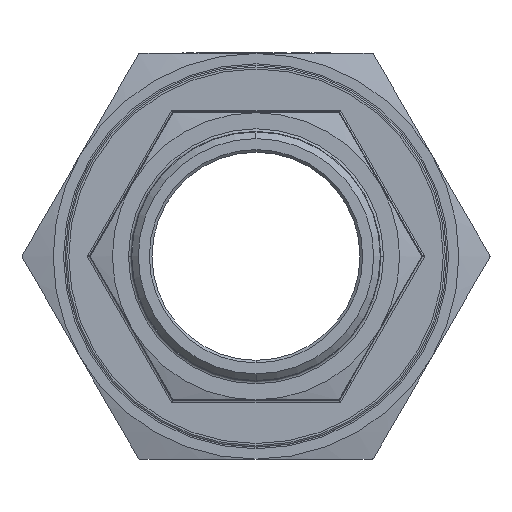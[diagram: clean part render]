
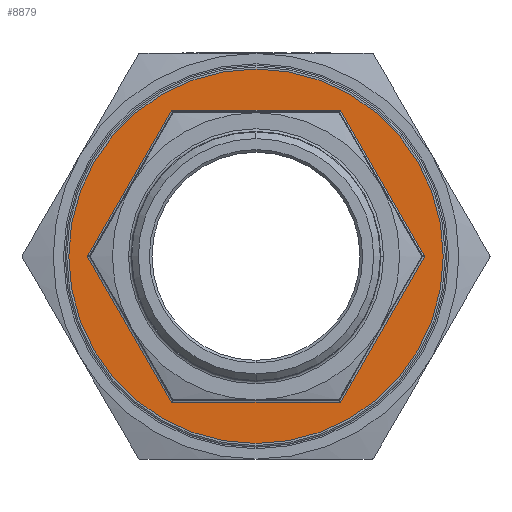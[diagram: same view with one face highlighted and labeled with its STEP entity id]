
A CAD part, left-side view. The second image highlights one B-rep face of the part: STEP entity #8879.
In plain terms, the highlighted planar face has unit normal (-1, 0, 0).
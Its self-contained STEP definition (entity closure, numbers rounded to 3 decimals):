
#647 = AXIS2_PLACEMENT_3D ( 'NONE', #6107, #7285, #677 ) ;
#677 = DIRECTION ( 'NONE',  ( 0., 0., 1. ) ) ;
#1065 = CARTESIAN_POINT ( 'NONE',  ( -12.25, 0., 36. ) ) ;
#1066 = CARTESIAN_POINT ( 'NONE',  ( -12.25, 28.319, -7.15 ) ) ;
#1193 = CARTESIAN_POINT ( 'NONE',  ( -12.25, -28.319, 7.15 ) ) ;
#1256 = AXIS2_PLACEMENT_3D ( 'NONE', #4548, #13395, #13452 ) ;
#1290 = VERTEX_POINT ( 'NONE', #10696 ) ;
#1296 = ORIENTED_EDGE ( 'NONE', *, *, #2704, .F. ) ;
#1331 = DIRECTION ( 'NONE',  ( 0., 0.5, 0.866 ) ) ;
#2234 = CARTESIAN_POINT ( 'NONE',  ( -12.25, -16.224, -28.1 ) ) ;
#2269 = CARTESIAN_POINT ( 'NONE',  ( -12.25, 7.967, -28.1 ) ) ;
#2434 = EDGE_LOOP ( 'NONE', ( #10892, #2692 ) ) ;
#2692 = ORIENTED_EDGE ( 'NONE', *, *, #6461, .T. ) ;
#2704 = EDGE_CURVE ( 'NONE', #11472, #5604, #5907, .T. ) ;
#3388 = VECTOR ( 'NONE', #8920, 1000. ) ;
#3394 = LINE ( 'NONE', #6739, #13741 ) ;
#3874 = EDGE_CURVE ( 'NONE', #14212, #11373, #13137, .T. ) ;
#4108 = LINE ( 'NONE', #1193, #13980 ) ;
#4137 = EDGE_LOOP ( 'NONE', ( #14349, #7437, #5270, #6756, #1296, #10363 ) ) ;
#4495 = DIRECTION ( 'NONE',  ( 0., -0.5, -0.866 ) ) ;
#4548 = CARTESIAN_POINT ( 'NONE',  ( -12.25, 0., 0. ) ) ;
#4549 = VECTOR ( 'NONE', #13348, 1000. ) ;
#4614 = FACE_BOUND ( 'NONE', #4137, .T. ) ;
#4772 = CARTESIAN_POINT ( 'NONE',  ( -12.25, 32.447, 0. ) ) ;
#4773 = CARTESIAN_POINT ( 'NONE',  ( -12.25, 16.224, -28.1 ) ) ;
#5270 = ORIENTED_EDGE ( 'NONE', *, *, #7423, .F. ) ;
#5604 = VERTEX_POINT ( 'NONE', #9443 ) ;
#5803 = VERTEX_POINT ( 'NONE', #4772 ) ;
#5907 = LINE ( 'NONE', #12411, #4549 ) ;
#6107 = CARTESIAN_POINT ( 'NONE',  ( -12.25, 0., 0. ) ) ;
#6217 = DIRECTION ( 'NONE',  ( 0., 1., 0. ) ) ;
#6461 = EDGE_CURVE ( 'NONE', #11373, #14212, #14083, .T. ) ;
#6739 = CARTESIAN_POINT ( 'NONE',  ( -12.25, 20.352, 20.95 ) ) ;
#6746 = VERTEX_POINT ( 'NONE', #4773 ) ;
#6756 = ORIENTED_EDGE ( 'NONE', *, *, #8615, .F. ) ;
#7285 = DIRECTION ( 'NONE',  ( -1., 0., 0. ) ) ;
#7423 = EDGE_CURVE ( 'NONE', #12871, #1290, #12097, .T. ) ;
#7437 = ORIENTED_EDGE ( 'NONE', *, *, #9450, .F. ) ;
#8019 = DIRECTION ( 'NONE',  ( 0., 1., 0. ) ) ;
#8546 = AXIS2_PLACEMENT_3D ( 'NONE', #12976, #12866, #6217 ) ;
#8615 = EDGE_CURVE ( 'NONE', #5604, #12871, #4108, .T. ) ;
#8763 = LINE ( 'NONE', #1066, #9987 ) ;
#8879 = ADVANCED_FACE ( 'NONE', ( #13970, #4614 ), #10543, .F. ) ;
#8920 = DIRECTION ( 'NONE',  ( 0., -1., 0. ) ) ;
#9443 = CARTESIAN_POINT ( 'NONE',  ( -12.25, -32.447, 0. ) ) ;
#9450 = EDGE_CURVE ( 'NONE', #1290, #5803, #3394, .T. ) ;
#9987 = VECTOR ( 'NONE', #4495, 1000. ) ;
#10167 = DIRECTION ( 'NONE',  ( 0., 0.5, -0.866 ) ) ;
#10267 = EDGE_CURVE ( 'NONE', #5803, #6746, #8763, .T. ) ;
#10363 = ORIENTED_EDGE ( 'NONE', *, *, #11911, .F. ) ;
#10543 = PLANE ( 'NONE',  #8546 ) ;
#10696 = CARTESIAN_POINT ( 'NONE',  ( -12.25, 16.224, 28.1 ) ) ;
#10892 = ORIENTED_EDGE ( 'NONE', *, *, #3874, .T. ) ;
#11373 = VERTEX_POINT ( 'NONE', #14085 ) ;
#11381 = CARTESIAN_POINT ( 'NONE',  ( -12.25, -7.967, 28.1 ) ) ;
#11472 = VERTEX_POINT ( 'NONE', #2234 ) ;
#11556 = CARTESIAN_POINT ( 'NONE',  ( -12.25, -16.224, 28.1 ) ) ;
#11639 = LINE ( 'NONE', #2269, #3388 ) ;
#11911 = EDGE_CURVE ( 'NONE', #6746, #11472, #11639, .T. ) ;
#12097 = LINE ( 'NONE', #11381, #13336 ) ;
#12411 = CARTESIAN_POINT ( 'NONE',  ( -12.25, -20.352, -20.95 ) ) ;
#12866 = DIRECTION ( 'NONE',  ( 1., 0., 0. ) ) ;
#12871 = VERTEX_POINT ( 'NONE', #11556 ) ;
#12976 = CARTESIAN_POINT ( 'NONE',  ( -12.25, 0., 0. ) ) ;
#13137 = CIRCLE ( 'NONE', #1256, 36. ) ;
#13336 = VECTOR ( 'NONE', #8019, 1000. ) ;
#13348 = DIRECTION ( 'NONE',  ( 0., -0.5, 0.866 ) ) ;
#13395 = DIRECTION ( 'NONE',  ( -1., 0., 0. ) ) ;
#13452 = DIRECTION ( 'NONE',  ( 0., 0., 1. ) ) ;
#13741 = VECTOR ( 'NONE', #10167, 1000. ) ;
#13970 = FACE_OUTER_BOUND ( 'NONE', #2434, .T. ) ;
#13980 = VECTOR ( 'NONE', #1331, 1000. ) ;
#14083 = CIRCLE ( 'NONE', #647, 36. ) ;
#14085 = CARTESIAN_POINT ( 'NONE',  ( -12.25, 0., -36. ) ) ;
#14212 = VERTEX_POINT ( 'NONE', #1065 ) ;
#14349 = ORIENTED_EDGE ( 'NONE', *, *, #10267, .F. ) ;
